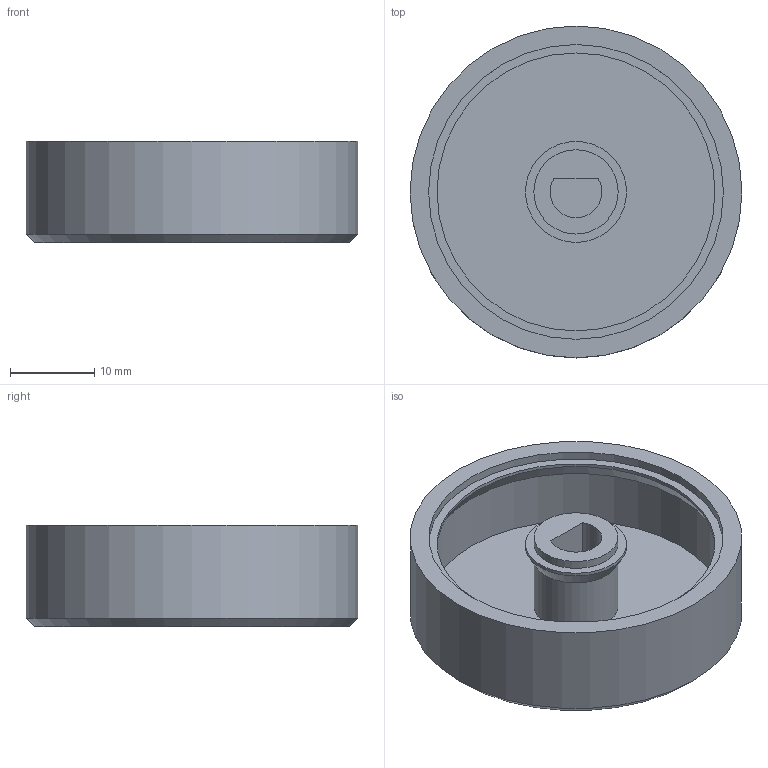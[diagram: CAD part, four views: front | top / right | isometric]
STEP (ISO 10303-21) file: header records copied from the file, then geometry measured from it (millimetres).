
FILE_DESCRIPTION(/* description */ (''),/* implementation_level */ '2;1');
FILE_NAME(/* name */ 'Knob v6.step',/* time_stamp */ '2020-10-10T16:12:36-07:00',/* author */ (''),/* organization */ (''),/* preprocessor_version */ 'ST-DEVELOPER v18.1',/* originating_system */ 'Autodesk Translation Framework v9.3.0.1241',/* authorisation */ '');
FILE_SCHEMA (('AUTOMOTIVE_DESIGN { 1 0 10303 214 3 1 1 }'));
Length unit declared in the file: millimetre
Products named in the file (1): Maxmix_Base_Knob
Bounding box: 39.4 x 39.4 x 12 mm (x, y, z)
Volume: 5672.1 mm3; surface area: 5625.4 mm2
Topology: 1 solids, 1 shells, 19 faces, 33 edges, 21 vertices
Faces by surface type: cylinder 8, plane 8, cone 3
Full cylindrical faces by diameter (mm): 10 x2, 12 x1, 33 x1, 35 x2, 39.4 x1
Entity records: 495 total; most frequent: DIRECTION 92, CARTESIAN_POINT 74, ORIENTED_EDGE 66, AXIS2_PLACEMENT_3D 39, EDGE_CURVE 33, EDGE_LOOP 24, VERTEX_POINT 21, FACE_OUTER_BOUND 19
